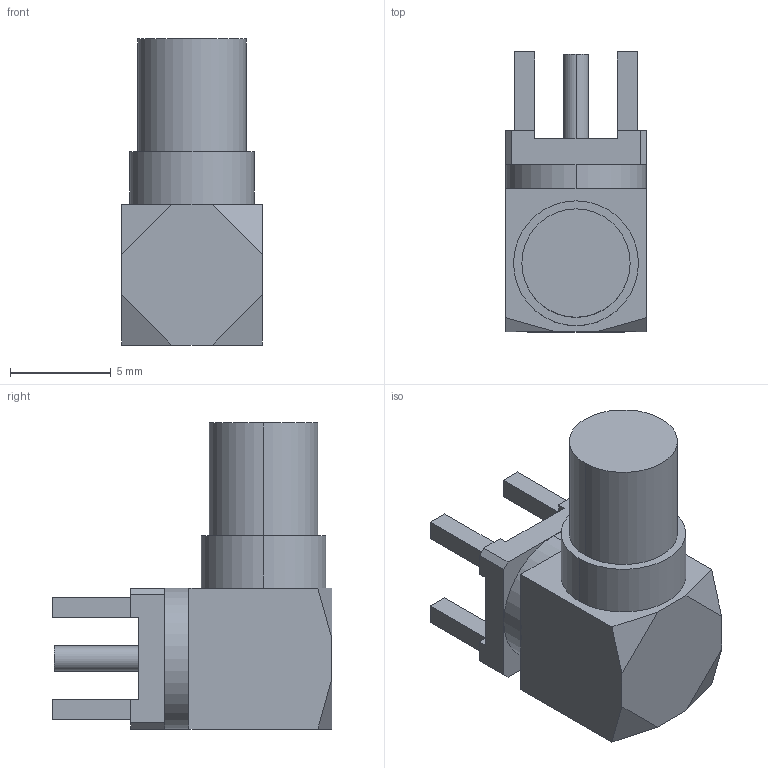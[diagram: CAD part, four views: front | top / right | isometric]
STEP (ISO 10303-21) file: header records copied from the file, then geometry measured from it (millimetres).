
FILE_DESCRIPTION (( 'STEP AP203' ), '1' );
FILE_NAME ('Right angle SMA.STEP', '2018-12-10T00:15:24', ( '' ), ( '' ), 'SwSTEP 2.0', 'SolidWorks 2018', '' );
FILE_SCHEMA (( 'CONFIG_CONTROL_DESIGN' ));
Length unit declared in the file: millimetre
Products named in the file (1): Right angle SMA
Bounding box: 7 x 13.9 x 15.2 mm (x, y, z)
Volume: 684.5 mm3; surface area: 606.5 mm2
Topology: 1 solids, 1 shells, 61 faces, 156 edges, 100 vertices
Faces by surface type: plane 53, cylinder 8
Entity records: 1891 total; most frequent: CARTESIAN_POINT 318, ORIENTED_EDGE 312, DIRECTION 300, EDGE_CURVE 156, LINE 136, VECTOR 136, VERTEX_POINT 100, AXIS2_PLACEMENT_3D 82
